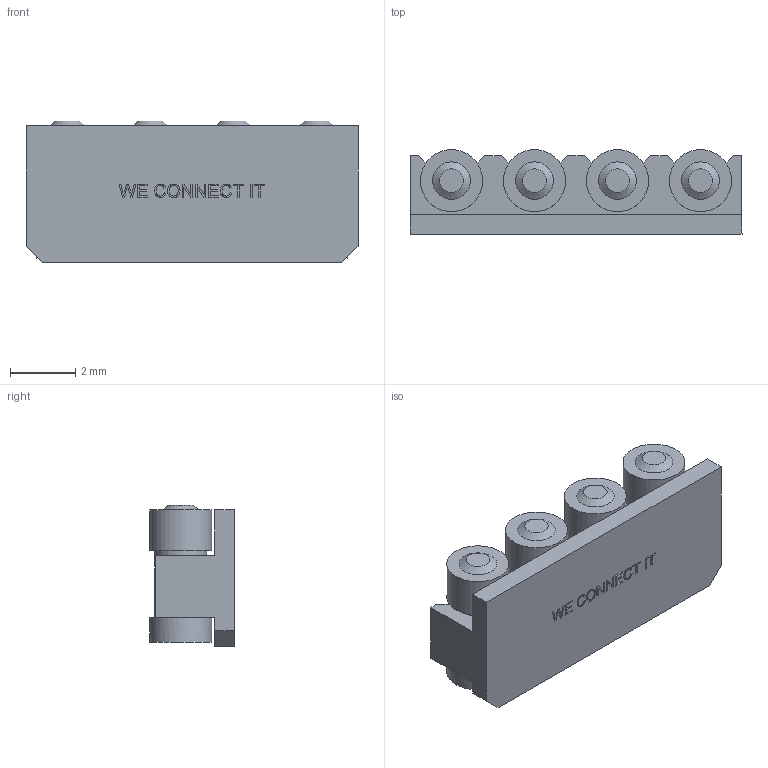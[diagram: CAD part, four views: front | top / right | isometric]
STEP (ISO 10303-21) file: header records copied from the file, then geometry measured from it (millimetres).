
FILE_DESCRIPTION(/* description */ (''),/* implementation_level */ '2;1');
FILE_NAME(/* name */ '5255-04-2-xx-xx-xx-xx.stp',/* time_stamp */ '2017-11-28T10:52:44+01:00',/* author */ ('andreas.larin'),/* organization */ (''),/* preprocessor_version */ 'ST-DEVELOPER v15.6',/* originating_system */ 'Autodesk Inventor 2015',/* authorisation */ '');
FILE_SCHEMA (('AUTOMOTIVE_DESIGN { 1 0 10303 214 3 1 1 }'));
Length unit declared in the file: centimetre
Products named in the file (1): 5255-04-2-xx-xx-xx-xx
Bounding box: 10.16 x 2.59 x 4.34 mm (x, y, z)
Volume: 77.2 mm3; surface area: 243 mm2
Topology: 1 solids, 1 shells, 203 faces, 519 edges, 342 vertices
Faces by surface type: plane 149, bspline 30, cylinder 16, cone 8
Full cylindrical faces by diameter (mm): 0.72 x4, 1.59 x4, 1.9 x8
Entity records: 6418 total; most frequent: CARTESIAN_POINT 1555, ORIENTED_EDGE 974, DIRECTION 827, EDGE_CURVE 487, LINE 375, VECTOR 375, VERTEX_POINT 334, EDGE_LOOP 251
